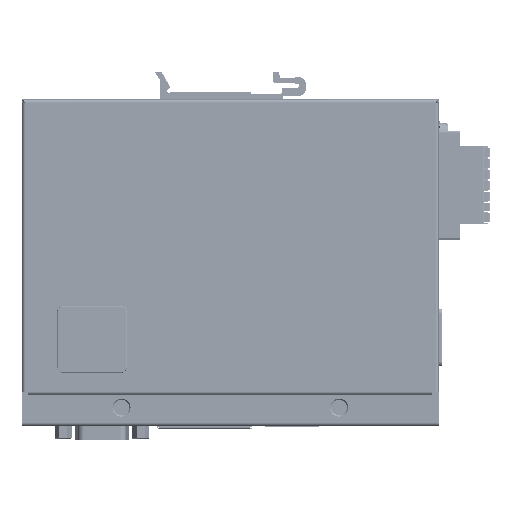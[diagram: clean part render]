
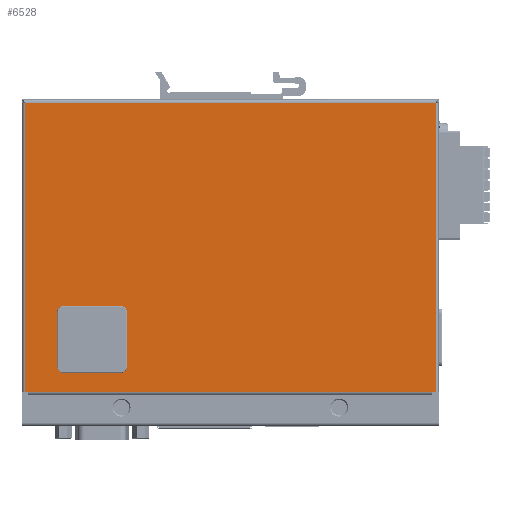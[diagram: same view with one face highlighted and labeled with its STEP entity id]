
A CAD part, front view. The second image highlights one B-rep face of the part: STEP entity #6528.
In plain terms, the highlighted planar face has unit normal (0, -1, 0).
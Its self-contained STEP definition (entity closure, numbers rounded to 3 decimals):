
#1231=DIRECTION('',(0.,0.,-1.));
#1232=VECTOR('',#1231,93.);
#1233=CARTESIAN_POINT('',(-66.34,-1.,45.3));
#1234=LINE('',#1233,#1232);
#1245=CARTESIAN_POINT('',(-35.667,-1.,-22.199));
#1246=DIRECTION('',(0.,1.,0.));
#1247=DIRECTION('',(1.,0.,0.));
#1248=AXIS2_PLACEMENT_3D('',#1245,#1246,#1247);
#1253=CARTESIAN_POINT('',(-35.667,-1.,-22.199));
#1254=DIRECTION('',(0.,1.,0.));
#1255=DIRECTION('',(-1.,0.,0.));
#1256=AXIS2_PLACEMENT_3D('',#1253,#1254,#1255);
#1261=DIRECTION('',(1.,0.,0.));
#1262=VECTOR('',#1261,13.3);
#1263=CARTESIAN_POINT('',(-52.467,-1.,-39.579));
#1264=LINE('',#1263,#1262);
#1268=DIRECTION('',(0.,0.,1.));
#1269=VECTOR('',#1268,12.38);
#1270=CARTESIAN_POINT('',(-37.667,-1.,-38.079));
#1271=LINE('',#1270,#1269);
#1275=DIRECTION('',(-1.,0.,0.));
#1276=VECTOR('',#1275,13.3);
#1277=CARTESIAN_POINT('',(-39.167,-1.,-24.199));
#1278=LINE('',#1277,#1276);
#1282=DIRECTION('',(0.,0.,-1.));
#1283=VECTOR('',#1282,12.38);
#1284=CARTESIAN_POINT('',(-53.967,-1.,-25.699));
#1285=LINE('',#1284,#1283);
#1296=DIRECTION('',(1.,0.,0.));
#1297=VECTOR('',#1296,130.);
#1298=CARTESIAN_POINT('',(-65.34,-1.,-47.7));
#1299=LINE('',#1298,#1297);
#1573=DIRECTION('',(1.,0.,0.));
#1574=VECTOR('',#1573,1.);
#1575=CARTESIAN_POINT('',(-66.34,-1.,-47.7));
#1576=LINE('',#1575,#1574);
#1999=DIRECTION('',(1.,0.,0.));
#2000=VECTOR('',#1999,1.);
#2001=CARTESIAN_POINT('',(64.66,-1.,-47.7));
#2002=LINE('',#2001,#2000);
#2035=DIRECTION('',(0.,0.,1.));
#2036=VECTOR('',#2035,93.);
#2037=CARTESIAN_POINT('',(65.66,-1.,-47.7));
#2038=LINE('',#2037,#2036);
#3331=DIRECTION('',(-1.,0.,0.));
#3332=VECTOR('',#3331,132.);
#3333=CARTESIAN_POINT('',(65.66,-1.,45.3));
#3334=LINE('',#3333,#3332);
#3488=CARTESIAN_POINT('',(-39.167,-1.,-38.079));
#3489=DIRECTION('',(0.,1.,0.));
#3490=DIRECTION('',(1.,0.,0.));
#3491=AXIS2_PLACEMENT_3D('',#3488,#3489,#3490);
#3525=CARTESIAN_POINT('',(-39.167,-1.,-25.699));
#3526=DIRECTION('',(0.,1.,0.));
#3527=DIRECTION('',(0.,0.,1.));
#3528=AXIS2_PLACEMENT_3D('',#3525,#3526,#3527);
#3562=CARTESIAN_POINT('',(-52.467,-1.,-25.699));
#3563=DIRECTION('',(0.,1.,0.));
#3564=DIRECTION('',(-1.,0.,0.));
#3565=AXIS2_PLACEMENT_3D('',#3562,#3563,#3564);
#3599=CARTESIAN_POINT('',(-52.467,-1.,-38.079));
#3600=DIRECTION('',(0.,1.,0.));
#3601=DIRECTION('',(0.,0.,-1.));
#3602=AXIS2_PLACEMENT_3D('',#3599,#3600,#3601);
#4552=CARTESIAN_POINT('',(65.66,-1.,45.3));
#4553=CARTESIAN_POINT('',(-66.34,-1.,45.3));
#4554=VERTEX_POINT('',#4552);
#4555=VERTEX_POINT('',#4553);
#4556=CARTESIAN_POINT('',(-65.34,-1.,-47.7));
#4557=CARTESIAN_POINT('',(64.66,-1.,-47.7));
#4558=VERTEX_POINT('',#4556);
#4559=VERTEX_POINT('',#4557);
#4560=CARTESIAN_POINT('',(-66.34,-1.,-47.7));
#4561=VERTEX_POINT('',#4560);
#4562=CARTESIAN_POINT('',(65.66,-1.,-47.7));
#4563=VERTEX_POINT('',#4562);
#5220=CARTESIAN_POINT('',(-33.867,-1.,-22.199));
#5221=CARTESIAN_POINT('',(-37.467,-1.,-22.199));
#5222=VERTEX_POINT('',#5220);
#5223=VERTEX_POINT('',#5221);
#5229=CARTESIAN_POINT('',(-37.667,-1.,-25.699));
#5231=VERTEX_POINT('',#5229);
#5233=CARTESIAN_POINT('',(-39.167,-1.,-24.199));
#5235=VERTEX_POINT('',#5233);
#5237=CARTESIAN_POINT('',(-39.167,-1.,-39.579));
#5239=VERTEX_POINT('',#5237);
#5241=CARTESIAN_POINT('',(-37.667,-1.,-38.079));
#5243=VERTEX_POINT('',#5241);
#5245=CARTESIAN_POINT('',(-52.467,-1.,-24.199));
#5247=VERTEX_POINT('',#5245);
#5249=CARTESIAN_POINT('',(-53.967,-1.,-25.699));
#5251=VERTEX_POINT('',#5249);
#5253=CARTESIAN_POINT('',(-53.967,-1.,-38.079));
#5255=VERTEX_POINT('',#5253);
#5257=CARTESIAN_POINT('',(-52.467,-1.,-39.579));
#5259=VERTEX_POINT('',#5257);
#6486=CARTESIAN_POINT('',(0.,-1.,0.));
#6487=DIRECTION('',(0.,1.,0.));
#6488=DIRECTION('',(1.,0.,0.));
#6489=AXIS2_PLACEMENT_3D('',#6486,#6487,#6488);
#6490=PLANE('',#6489);
#6492=ORIENTED_EDGE('',*,*,#6491,.F.);
#6494=ORIENTED_EDGE('',*,*,#6493,.F.);
#6495=ORIENTED_EDGE('',*,*,#6470,.F.);
#6497=ORIENTED_EDGE('',*,*,#6496,.F.);
#6499=ORIENTED_EDGE('',*,*,#6498,.F.);
#6501=ORIENTED_EDGE('',*,*,#6500,.F.);
#6502=EDGE_LOOP('',(#6492,#6494,#6495,#6497,#6499,#6501));
#6503=FACE_OUTER_BOUND('',#6502,.F.);
#6505=ORIENTED_EDGE('',*,*,#6504,.F.);
#6507=ORIENTED_EDGE('',*,*,#6506,.F.);
#6508=EDGE_LOOP('',(#6505,#6507));
#6509=FACE_BOUND('',#6508,.F.);
#6511=ORIENTED_EDGE('',*,*,#6510,.T.);
#6513=ORIENTED_EDGE('',*,*,#6512,.F.);
#6515=ORIENTED_EDGE('',*,*,#6514,.T.);
#6517=ORIENTED_EDGE('',*,*,#6516,.F.);
#6519=ORIENTED_EDGE('',*,*,#6518,.T.);
#6521=ORIENTED_EDGE('',*,*,#6520,.F.);
#6523=ORIENTED_EDGE('',*,*,#6522,.T.);
#6525=ORIENTED_EDGE('',*,*,#6524,.F.);
#6526=EDGE_LOOP('',(#6511,#6513,#6515,#6517,#6519,#6521,#6523,#6525));
#6527=FACE_BOUND('',#6526,.F.);
#1249=CIRCLE('',#1248,1.8);
#1257=CIRCLE('',#1256,1.8);
#3492=CIRCLE('',#3491,1.5);
#3529=CIRCLE('',#3528,1.5);
#3566=CIRCLE('',#3565,1.5);
#3603=CIRCLE('',#3602,1.5);
#6470=EDGE_CURVE('',#4555,#4561,#1234,.T.);
#6491=EDGE_CURVE('',#4558,#4559,#1299,.T.);
#6493=EDGE_CURVE('',#4561,#4558,#1576,.T.);
#6496=EDGE_CURVE('',#4554,#4555,#3334,.T.);
#6498=EDGE_CURVE('',#4563,#4554,#2038,.T.);
#6500=EDGE_CURVE('',#4559,#4563,#2002,.T.);
#6504=EDGE_CURVE('',#5222,#5223,#1249,.T.);
#6506=EDGE_CURVE('',#5223,#5222,#1257,.T.);
#6510=EDGE_CURVE('',#5259,#5239,#1264,.T.);
#6512=EDGE_CURVE('',#5243,#5239,#3492,.T.);
#6514=EDGE_CURVE('',#5243,#5231,#1271,.T.);
#6516=EDGE_CURVE('',#5235,#5231,#3529,.T.);
#6518=EDGE_CURVE('',#5235,#5247,#1278,.T.);
#6520=EDGE_CURVE('',#5251,#5247,#3566,.T.);
#6522=EDGE_CURVE('',#5251,#5255,#1285,.T.);
#6524=EDGE_CURVE('',#5259,#5255,#3603,.T.);
#6528=ADVANCED_FACE('',(#6503,#6509,#6527),#6490,.F.);
